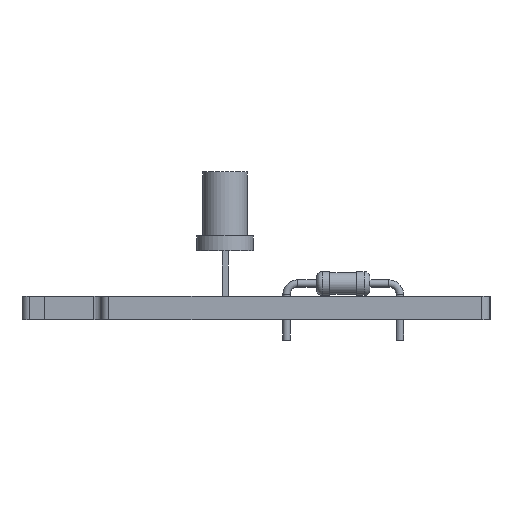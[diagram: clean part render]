
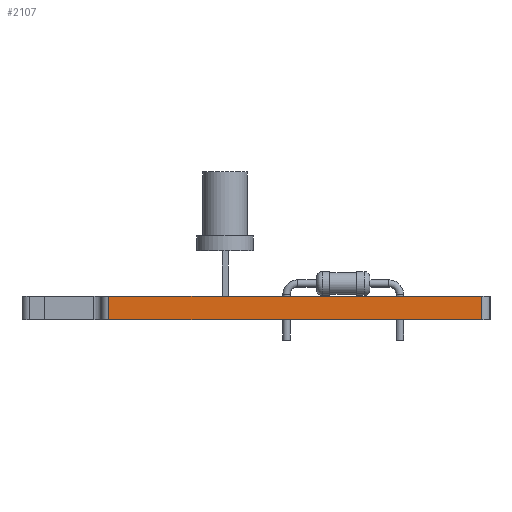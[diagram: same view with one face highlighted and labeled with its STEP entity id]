
A CAD part, front view. The second image highlights one B-rep face of the part: STEP entity #2107.
In plain terms, the highlighted planar face has unit normal (0, -1, 0).
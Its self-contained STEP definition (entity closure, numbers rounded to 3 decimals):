
#1924 = CYLINDRICAL_SURFACE('',#1925,0.508);
#1925 = AXIS2_PLACEMENT_3D('',#1926,#1927,#1928);
#1926 = CARTESIAN_POINT('',(125.095,-116.332,0.));
#1927 = DIRECTION('',(-0.,-0.,-1.));
#1928 = DIRECTION('',(1.,0.,-0.));
#1949 = VERTEX_POINT('',#1950);
#1950 = CARTESIAN_POINT('',(125.095,-116.84,1.6));
#1965 = PLANE('',#1966);
#1966 = AXIS2_PLACEMENT_3D('',#1967,#1968,#1969);
#1967 = CARTESIAN_POINT('',(135.78,-95.83,1.6));
#1968 = DIRECTION('',(0.,0.,1.));
#1969 = DIRECTION('',(1.,0.,-0.));
#1977 = EDGE_CURVE('',#1978,#1949,#1980,.T.);
#1978 = VERTEX_POINT('',#1979);
#1979 = CARTESIAN_POINT('',(125.095,-116.84,0.));
#1980 = SURFACE_CURVE('',#1981,(#1985,#1992),.PCURVE_S1.);
#1981 = LINE('',#1982,#1983);
#1982 = CARTESIAN_POINT('',(125.095,-116.84,0.));
#1983 = VECTOR('',#1984,1.);
#1984 = DIRECTION('',(0.,0.,1.));
#1985 = PCURVE('',#1924,#1986);
#1986 = DEFINITIONAL_REPRESENTATION('',(#1987),#1991);
#1987 = LINE('',#1988,#1989);
#1988 = CARTESIAN_POINT('',(-4.712,0.));
#1989 = VECTOR('',#1990,1.);
#1990 = DIRECTION('',(-0.,-1.));
#1991 = ( GEOMETRIC_REPRESENTATION_CONTEXT(2) 
PARAMETRIC_REPRESENTATION_CONTEXT() REPRESENTATION_CONTEXT('2D SPACE',''
  ) );
#1992 = PCURVE('',#1993,#1998);
#1993 = PLANE('',#1994);
#1994 = AXIS2_PLACEMENT_3D('',#1995,#1996,#1997);
#1995 = CARTESIAN_POINT('',(125.095,-116.84,0.));
#1996 = DIRECTION('',(0.,1.,-0.));
#1997 = DIRECTION('',(1.,0.,0.));
#1998 = DEFINITIONAL_REPRESENTATION('',(#1999),#2003);
#1999 = LINE('',#2000,#2001);
#2000 = CARTESIAN_POINT('',(0.,0.));
#2001 = VECTOR('',#2002,1.);
#2002 = DIRECTION('',(0.,-1.));
#2003 = ( GEOMETRIC_REPRESENTATION_CONTEXT(2) 
PARAMETRIC_REPRESENTATION_CONTEXT() REPRESENTATION_CONTEXT('2D SPACE',''
  ) );
#2020 = PLANE('',#2021);
#2021 = AXIS2_PLACEMENT_3D('',#2022,#2023,#2024);
#2022 = CARTESIAN_POINT('',(135.78,-95.83,0.));
#2023 = DIRECTION('',(0.,0.,1.));
#2024 = DIRECTION('',(1.,0.,-0.));
#2107 = ADVANCED_FACE('',(#2108),#1993,.F.);
#2108 = FACE_BOUND('',#2109,.F.);
#2109 = EDGE_LOOP('',(#2110,#2111,#2134,#2162));
#2110 = ORIENTED_EDGE('',*,*,#1977,.T.);
#2111 = ORIENTED_EDGE('',*,*,#2112,.T.);
#2112 = EDGE_CURVE('',#1949,#2113,#2115,.T.);
#2113 = VERTEX_POINT('',#2114);
#2114 = CARTESIAN_POINT('',(150.123,-116.842,1.6));
#2115 = SURFACE_CURVE('',#2116,(#2120,#2127),.PCURVE_S1.);
#2116 = LINE('',#2117,#2118);
#2117 = CARTESIAN_POINT('',(125.095,-116.84,1.6));
#2118 = VECTOR('',#2119,1.);
#2119 = DIRECTION('',(1.,0.,0.));
#2120 = PCURVE('',#1993,#2121);
#2121 = DEFINITIONAL_REPRESENTATION('',(#2122),#2126);
#2122 = LINE('',#2123,#2124);
#2123 = CARTESIAN_POINT('',(0.,-1.6));
#2124 = VECTOR('',#2125,1.);
#2125 = DIRECTION('',(1.,0.));
#2126 = ( GEOMETRIC_REPRESENTATION_CONTEXT(2) 
PARAMETRIC_REPRESENTATION_CONTEXT() REPRESENTATION_CONTEXT('2D SPACE',''
  ) );
#2127 = PCURVE('',#1965,#2128);
#2128 = DEFINITIONAL_REPRESENTATION('',(#2129),#2133);
#2129 = LINE('',#2130,#2131);
#2130 = CARTESIAN_POINT('',(-10.685,-21.01));
#2131 = VECTOR('',#2132,1.);
#2132 = DIRECTION('',(1.,0.));
#2133 = ( GEOMETRIC_REPRESENTATION_CONTEXT(2) 
PARAMETRIC_REPRESENTATION_CONTEXT() REPRESENTATION_CONTEXT('2D SPACE',''
  ) );
#2134 = ORIENTED_EDGE('',*,*,#2135,.F.);
#2135 = EDGE_CURVE('',#2136,#2113,#2138,.T.);
#2136 = VERTEX_POINT('',#2137);
#2137 = CARTESIAN_POINT('',(150.123,-116.842,0.));
#2138 = SURFACE_CURVE('',#2139,(#2143,#2150),.PCURVE_S1.);
#2139 = LINE('',#2140,#2141);
#2140 = CARTESIAN_POINT('',(150.123,-116.842,0.));
#2141 = VECTOR('',#2142,1.);
#2142 = DIRECTION('',(0.,0.,1.));
#2143 = PCURVE('',#1993,#2144);
#2144 = DEFINITIONAL_REPRESENTATION('',(#2145),#2149);
#2145 = LINE('',#2146,#2147);
#2146 = CARTESIAN_POINT('',(25.028,0.));
#2147 = VECTOR('',#2148,1.);
#2148 = DIRECTION('',(0.,-1.));
#2149 = ( GEOMETRIC_REPRESENTATION_CONTEXT(2) 
PARAMETRIC_REPRESENTATION_CONTEXT() REPRESENTATION_CONTEXT('2D SPACE',''
  ) );
#2150 = PCURVE('',#2151,#2156);
#2151 = CYLINDRICAL_SURFACE('',#2152,0.57);
#2152 = AXIS2_PLACEMENT_3D('',#2153,#2154,#2155);
#2153 = CARTESIAN_POINT('',(150.123,-116.272,0.));
#2154 = DIRECTION('',(-0.,-0.,-1.));
#2155 = DIRECTION('',(1.,0.,-0.));
#2156 = DEFINITIONAL_REPRESENTATION('',(#2157),#2161);
#2157 = LINE('',#2158,#2159);
#2158 = CARTESIAN_POINT('',(-4.712,0.));
#2159 = VECTOR('',#2160,1.);
#2160 = DIRECTION('',(-0.,-1.));
#2161 = ( GEOMETRIC_REPRESENTATION_CONTEXT(2) 
PARAMETRIC_REPRESENTATION_CONTEXT() REPRESENTATION_CONTEXT('2D SPACE',''
  ) );
#2162 = ORIENTED_EDGE('',*,*,#2163,.F.);
#2163 = EDGE_CURVE('',#1978,#2136,#2164,.T.);
#2164 = SURFACE_CURVE('',#2165,(#2169,#2176),.PCURVE_S1.);
#2165 = LINE('',#2166,#2167);
#2166 = CARTESIAN_POINT('',(125.095,-116.84,0.));
#2167 = VECTOR('',#2168,1.);
#2168 = DIRECTION('',(1.,0.,0.));
#2169 = PCURVE('',#1993,#2170);
#2170 = DEFINITIONAL_REPRESENTATION('',(#2171),#2175);
#2171 = LINE('',#2172,#2173);
#2172 = CARTESIAN_POINT('',(0.,0.));
#2173 = VECTOR('',#2174,1.);
#2174 = DIRECTION('',(1.,0.));
#2175 = ( GEOMETRIC_REPRESENTATION_CONTEXT(2) 
PARAMETRIC_REPRESENTATION_CONTEXT() REPRESENTATION_CONTEXT('2D SPACE',''
  ) );
#2176 = PCURVE('',#2020,#2177);
#2177 = DEFINITIONAL_REPRESENTATION('',(#2178),#2182);
#2178 = LINE('',#2179,#2180);
#2179 = CARTESIAN_POINT('',(-10.685,-21.01));
#2180 = VECTOR('',#2181,1.);
#2181 = DIRECTION('',(1.,0.));
#2182 = ( GEOMETRIC_REPRESENTATION_CONTEXT(2) 
PARAMETRIC_REPRESENTATION_CONTEXT() REPRESENTATION_CONTEXT('2D SPACE',''
  ) );
